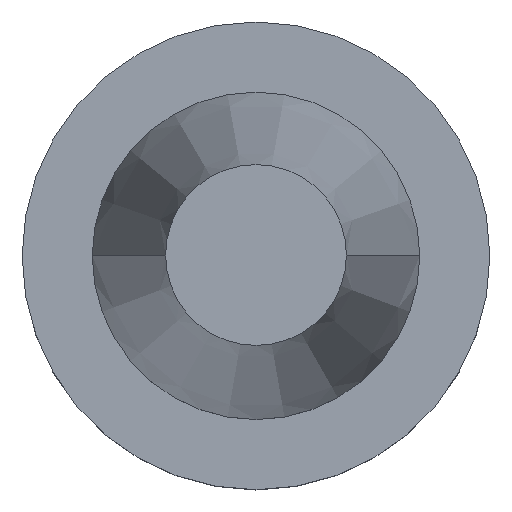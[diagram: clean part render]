
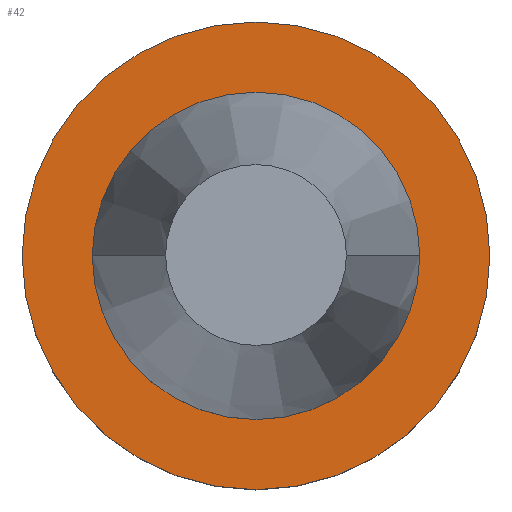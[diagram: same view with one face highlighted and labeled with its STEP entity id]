
A CAD part, top view. The second image highlights one B-rep face of the part: STEP entity #42.
In plain terms, the highlighted planar face has unit normal (0, 0, 1).
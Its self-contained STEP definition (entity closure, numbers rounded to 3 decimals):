
#30 = VERTEX_POINT ( 'NONE', #252 ) ;
#42 = ADVANCED_FACE ( 'NONE', ( #325, #190 ), #671, .F. ) ;
#49 = CARTESIAN_POINT ( 'NONE',  ( 0., 0., -1. ) ) ;
#72 = VERTEX_POINT ( 'NONE', #268 ) ;
#86 = DIRECTION ( 'NONE',  ( 1., 0., 0. ) ) ;
#160 = DIRECTION ( 'NONE',  ( 0., 0., 1. ) ) ;
#176 = AXIS2_PLACEMENT_3D ( 'NONE', #817, #160, #86 ) ;
#180 = DIRECTION ( 'NONE',  ( 1., 0., 0. ) ) ;
#190 = FACE_OUTER_BOUND ( 'NONE', #580, .T. ) ;
#195 = VERTEX_POINT ( 'NONE', #615 ) ;
#216 = CIRCLE ( 'NONE', #176, 31.75 ) ;
#220 = EDGE_LOOP ( 'NONE', ( #774, #659 ) ) ;
#231 = CIRCLE ( 'NONE', #602, 22.225 ) ;
#252 = CARTESIAN_POINT ( 'NONE',  ( 22.225, 0., -1. ) ) ;
#264 = DIRECTION ( 'NONE',  ( -1., 0., 0. ) ) ;
#267 = DIRECTION ( 'NONE',  ( 1., 0., 0. ) ) ;
#268 = CARTESIAN_POINT ( 'NONE',  ( -22.225, 0., -1. ) ) ;
#300 = AXIS2_PLACEMENT_3D ( 'NONE', #638, #499, #180 ) ;
#321 = AXIS2_PLACEMENT_3D ( 'NONE', #599, #590, #264 ) ;
#324 = EDGE_CURVE ( 'NONE', #72, #30, #605, .T. ) ;
#325 = FACE_BOUND ( 'NONE', #220, .T. ) ;
#345 = EDGE_CURVE ( 'NONE', #30, #72, #231, .T. ) ;
#371 = DIRECTION ( 'NONE',  ( 1., 0., 0. ) ) ;
#395 = CARTESIAN_POINT ( 'NONE',  ( 31.75, 0., -1. ) ) ;
#409 = ORIENTED_EDGE ( 'NONE', *, *, #439, .T. ) ;
#439 = EDGE_CURVE ( 'NONE', #195, #574, #562, .T. ) ;
#499 = DIRECTION ( 'NONE',  ( 0., 0., 1. ) ) ;
#512 = DIRECTION ( 'NONE',  ( 0., 0., 1. ) ) ;
#562 = CIRCLE ( 'NONE', #756, 31.75 ) ;
#574 = VERTEX_POINT ( 'NONE', #395 ) ;
#578 = DIRECTION ( 'NONE',  ( 0., 0., 1. ) ) ;
#580 = EDGE_LOOP ( 'NONE', ( #717, #409 ) ) ;
#590 = DIRECTION ( 'NONE',  ( 0., 0., -1. ) ) ;
#599 = CARTESIAN_POINT ( 'NONE',  ( 0., 31.75, -1. ) ) ;
#602 = AXIS2_PLACEMENT_3D ( 'NONE', #776, #578, #371 ) ;
#605 = CIRCLE ( 'NONE', #300, 22.225 ) ;
#615 = CARTESIAN_POINT ( 'NONE',  ( -31.75, 0., -1. ) ) ;
#638 = CARTESIAN_POINT ( 'NONE',  ( 0., 0., -1. ) ) ;
#659 = ORIENTED_EDGE ( 'NONE', *, *, #324, .F. ) ;
#671 = PLANE ( 'NONE',  #321 ) ;
#680 = EDGE_CURVE ( 'NONE', #574, #195, #216, .T. ) ;
#717 = ORIENTED_EDGE ( 'NONE', *, *, #680, .T. ) ;
#756 = AXIS2_PLACEMENT_3D ( 'NONE', #49, #512, #267 ) ;
#774 = ORIENTED_EDGE ( 'NONE', *, *, #345, .F. ) ;
#776 = CARTESIAN_POINT ( 'NONE',  ( 0., 0., -1. ) ) ;
#817 = CARTESIAN_POINT ( 'NONE',  ( 0., 0., -1. ) ) ;
